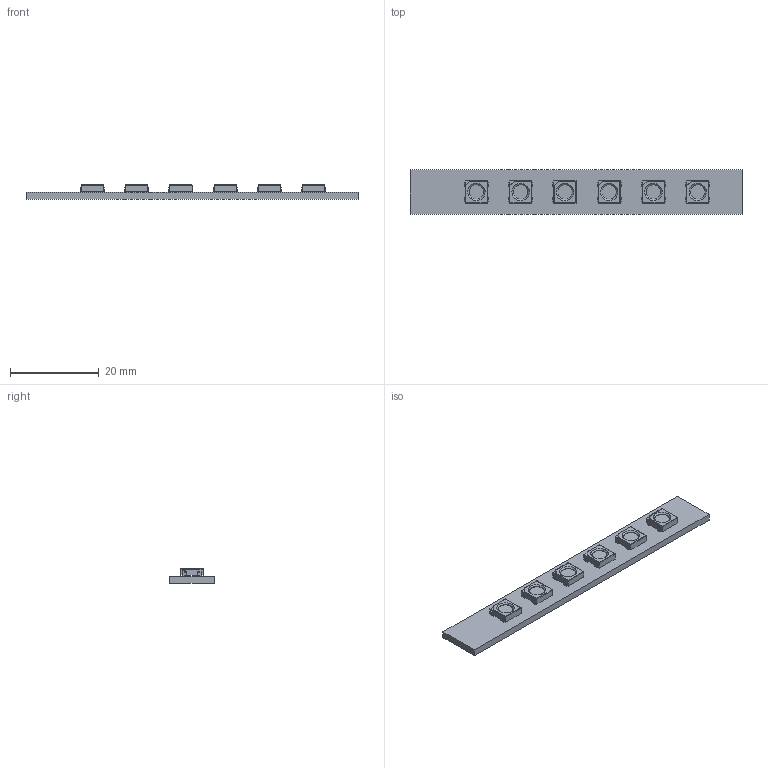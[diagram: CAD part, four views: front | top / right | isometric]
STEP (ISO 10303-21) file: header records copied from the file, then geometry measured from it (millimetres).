
FILE_DESCRIPTION(('KiCad electronic assembly'),'2;1');
FILE_NAME('FabLight_LED.step','2023-07-18T14:54:16',('Pcbnew'),('Kicad') ,'Open CASCADE STEP processor 7.6','KiCad to STEP converter','Unknown' );
FILE_SCHEMA(('AUTOMOTIVE_DESIGN { 1 0 10303 214 1 1 1 1 }'));
Length unit declared in the file: millimetre
Products named in the file (4): FabLight_LED 1; LED_WS2812B_PLCC4_5.0x5.0mm_P3.2mm; SOLID; FabLight_LED PCB
Assembly tree (8 placements, depth 3):
  FabLight_LED 1
    LED_WS2812B_PLCC4_5.0x5.0mm_P3.2mm  x6
      SOLID
    FabLight_LED PCB
Bounding box: 75 x 10 x 3.25 mm (x, y, z)
Volume: 1405.3 mm3; surface area: 2319.6 mm2
Topology: 7 solids, 7 shells, 414 faces, 1218 edges, 800 vertices
Faces by surface type: bspline 408, plane 6
Entity records: 5319 total; most frequent: CARTESIAN_POINT 1933, B_SPLINE_CURVE_WITH_KNOTS 529, ORIENTED_EDGE 426, PCURVE 426, DEFINITIONAL_REPRESENTATION 426, EDGE_CURVE 213, SURFACE_CURVE 211, VERTEX_POINT 140
